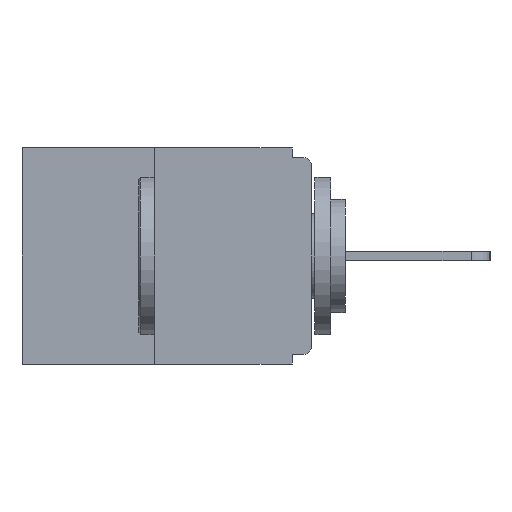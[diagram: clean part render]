
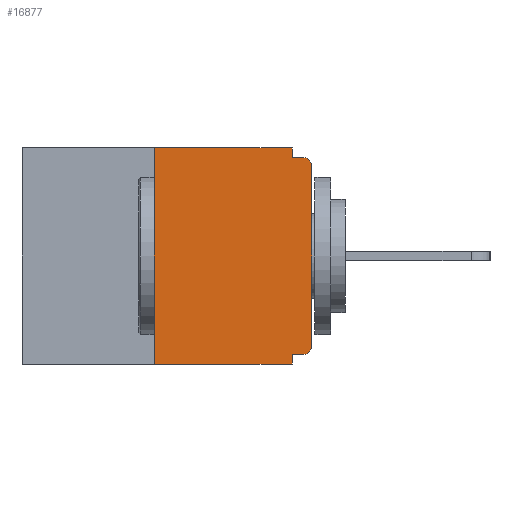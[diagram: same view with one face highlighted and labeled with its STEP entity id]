
A CAD part, left-side view. The second image highlights one B-rep face of the part: STEP entity #16877.
In plain terms, the highlighted planar face has unit normal (-1, 0, 0).
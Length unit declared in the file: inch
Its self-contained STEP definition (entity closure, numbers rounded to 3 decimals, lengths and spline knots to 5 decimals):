
#373 = VECTOR ( 'NONE', #3800, 39.37008 ) ;
#610 = ORIENTED_EDGE ( 'NONE', *, *, #5553, .F. ) ;
#924 = EDGE_CURVE ( 'NONE', #4812, #13709, #2339, .T. ) ;
#1248 = FACE_OUTER_BOUND ( 'NONE', #12069, .T. ) ;
#1467 = CARTESIAN_POINT ( 'NONE',  ( 0., 0.015, -0.328 ) ) ;
#1528 = VERTEX_POINT ( 'NONE', #16145 ) ;
#1538 = VERTEX_POINT ( 'NONE', #9555 ) ;
#2029 = DIRECTION ( 'NONE',  ( 0., 0., 1. ) ) ;
#2285 = DIRECTION ( 'NONE',  ( 0., 1., 0. ) ) ;
#2308 = DIRECTION ( 'NONE',  ( -1., 0., 0. ) ) ;
#2339 = CIRCLE ( 'NONE', #16428, 0.015 ) ;
#2544 = CARTESIAN_POINT ( 'NONE',  ( 0., 0.031, 0. ) ) ;
#2962 = ORIENTED_EDGE ( 'NONE', *, *, #924, .T. ) ;
#3073 = CARTESIAN_POINT ( 'NONE',  ( 0., 0., -0.03 ) ) ;
#3510 = EDGE_CURVE ( 'NONE', #9419, #5887, #6783, .T. ) ;
#3536 = VERTEX_POINT ( 'NONE', #11510 ) ;
#3538 = EDGE_CURVE ( 'NONE', #17319, #1528, #13081, .T. ) ;
#3636 = VECTOR ( 'NONE', #8692, 39.37008 ) ;
#3678 = DIRECTION ( 'NONE',  ( 0., 0., 1. ) ) ;
#3800 = DIRECTION ( 'NONE',  ( 0., 0., -1. ) ) ;
#4252 = EDGE_CURVE ( 'NONE', #3536, #1538, #13284, .T. ) ;
#4309 = LINE ( 'NONE', #16714, #373 ) ;
#4345 = CARTESIAN_POINT ( 'NONE',  ( 0., 0.46, 0. ) ) ;
#4812 = VERTEX_POINT ( 'NONE', #1467 ) ;
#5265 = ORIENTED_EDGE ( 'NONE', *, *, #6701, .T. ) ;
#5553 = EDGE_CURVE ( 'NONE', #4812, #17319, #18127, .T. ) ;
#5755 = ORIENTED_EDGE ( 'NONE', *, *, #6898, .T. ) ;
#5834 = PLANE ( 'NONE',  #14995 ) ;
#5866 = DIRECTION ( 'NONE',  ( 0., 0., -1. ) ) ;
#5887 = VERTEX_POINT ( 'NONE', #9143 ) ;
#6334 = VECTOR ( 'NONE', #2029, 39.37008 ) ;
#6701 = EDGE_CURVE ( 'NONE', #13709, #10627, #17859, .T. ) ;
#6783 = LINE ( 'NONE', #11246, #6334 ) ;
#6898 = EDGE_CURVE ( 'NONE', #10627, #1538, #10497, .T. ) ;
#6906 = VECTOR ( 'NONE', #3678, 39.37008 ) ;
#7144 = CARTESIAN_POINT ( 'NONE',  ( 0., 0.015, -0.03 ) ) ;
#7307 = ORIENTED_EDGE ( 'NONE', *, *, #9347, .F. ) ;
#7347 = VERTEX_POINT ( 'NONE', #2544 ) ;
#7375 = CARTESIAN_POINT ( 'NONE',  ( 0., 0., -0.328 ) ) ;
#7971 = EDGE_CURVE ( 'NONE', #9419, #1528, #16572, .T. ) ;
#8062 = CARTESIAN_POINT ( 'NONE',  ( 0., 0., 0. ) ) ;
#8240 = ORIENTED_EDGE ( 'NONE', *, *, #4252, .F. ) ;
#8606 = DIRECTION ( 'NONE',  ( 0., 0., -1. ) ) ;
#8692 = DIRECTION ( 'NONE',  ( 0., -1., 0. ) ) ;
#8749 = DIRECTION ( 'NONE',  ( 0., 0., -1. ) ) ;
#8989 = VECTOR ( 'NONE', #14953, 39.37008 ) ;
#9113 = ORIENTED_EDGE ( 'NONE', *, *, #16027, .F. ) ;
#9143 = CARTESIAN_POINT ( 'NONE',  ( 0., 0.25, 0. ) ) ;
#9253 = VECTOR ( 'NONE', #5866, 39.37008 ) ;
#9347 = EDGE_CURVE ( 'NONE', #5887, #7347, #11843, .T. ) ;
#9419 = VERTEX_POINT ( 'NONE', #14599 ) ;
#9555 = CARTESIAN_POINT ( 'NONE',  ( 0., 0.015, -0.015 ) ) ;
#9948 = DIRECTION ( 'NONE',  ( 0., -1., 0. ) ) ;
#10497 = CIRCLE ( 'NONE', #16853, 0.015 ) ;
#10627 = VERTEX_POINT ( 'NONE', #3073 ) ;
#11246 = CARTESIAN_POINT ( 'NONE',  ( 0., 0.25, 0. ) ) ;
#11456 = VECTOR ( 'NONE', #2285, 39.37008 ) ;
#11510 = CARTESIAN_POINT ( 'NONE',  ( 0., 0.031, -0.015 ) ) ;
#11843 = LINE ( 'NONE', #17234, #3636 ) ;
#11908 = CARTESIAN_POINT ( 'NONE',  ( 0., 0.015, -0.313 ) ) ;
#12069 = EDGE_LOOP ( 'NONE', ( #7307, #12269, #12936, #13882, #610, #2962, #5265, #5755, #8240, #9113 ) ) ;
#12269 = ORIENTED_EDGE ( 'NONE', *, *, #3510, .F. ) ;
#12936 = ORIENTED_EDGE ( 'NONE', *, *, #7971, .T. ) ;
#13081 = LINE ( 'NONE', #18502, #9253 ) ;
#13249 = VECTOR ( 'NONE', #9948, 39.37008 ) ;
#13284 = LINE ( 'NONE', #14340, #8989 ) ;
#13383 = CARTESIAN_POINT ( 'NONE',  ( 0., 0., -0.313 ) ) ;
#13709 = VERTEX_POINT ( 'NONE', #13383 ) ;
#13882 = ORIENTED_EDGE ( 'NONE', *, *, #3538, .F. ) ;
#14340 = CARTESIAN_POINT ( 'NONE',  ( 0., 0., -0.015 ) ) ;
#14412 = CARTESIAN_POINT ( 'NONE',  ( 0., 0.031, -0.328 ) ) ;
#14599 = CARTESIAN_POINT ( 'NONE',  ( 0., 0.25, -0.343 ) ) ;
#14953 = DIRECTION ( 'NONE',  ( 0., -1., 0. ) ) ;
#14995 = AXIS2_PLACEMENT_3D ( 'NONE', #4345, #17290, #8749 ) ;
#16027 = EDGE_CURVE ( 'NONE', #7347, #3536, #4309, .T. ) ;
#16145 = CARTESIAN_POINT ( 'NONE',  ( 0., 0.031, -0.343 ) ) ;
#16428 = AXIS2_PLACEMENT_3D ( 'NONE', #11908, #2308, #17957 ) ;
#16572 = LINE ( 'NONE', #18466, #13249 ) ;
#16714 = CARTESIAN_POINT ( 'NONE',  ( 0., 0.031, 0. ) ) ;
#16853 = AXIS2_PLACEMENT_3D ( 'NONE', #7144, #17151, #8606 ) ;
#16877 = ADVANCED_FACE ( 'NONE', ( #1248 ), #5834, .F. ) ;
#17151 = DIRECTION ( 'NONE',  ( -1., 0., 0. ) ) ;
#17234 = CARTESIAN_POINT ( 'NONE',  ( 0., 0.46, 0. ) ) ;
#17290 = DIRECTION ( 'NONE',  ( 1., 0., 0. ) ) ;
#17319 = VERTEX_POINT ( 'NONE', #14412 ) ;
#17859 = LINE ( 'NONE', #8062, #6906 ) ;
#17957 = DIRECTION ( 'NONE',  ( 0., 0., -1. ) ) ;
#18127 = LINE ( 'NONE', #7375, #11456 ) ;
#18466 = CARTESIAN_POINT ( 'NONE',  ( 0., 0.46, -0.343 ) ) ;
#18502 = CARTESIAN_POINT ( 'NONE',  ( 0., 0.031, -0.343 ) ) ;
